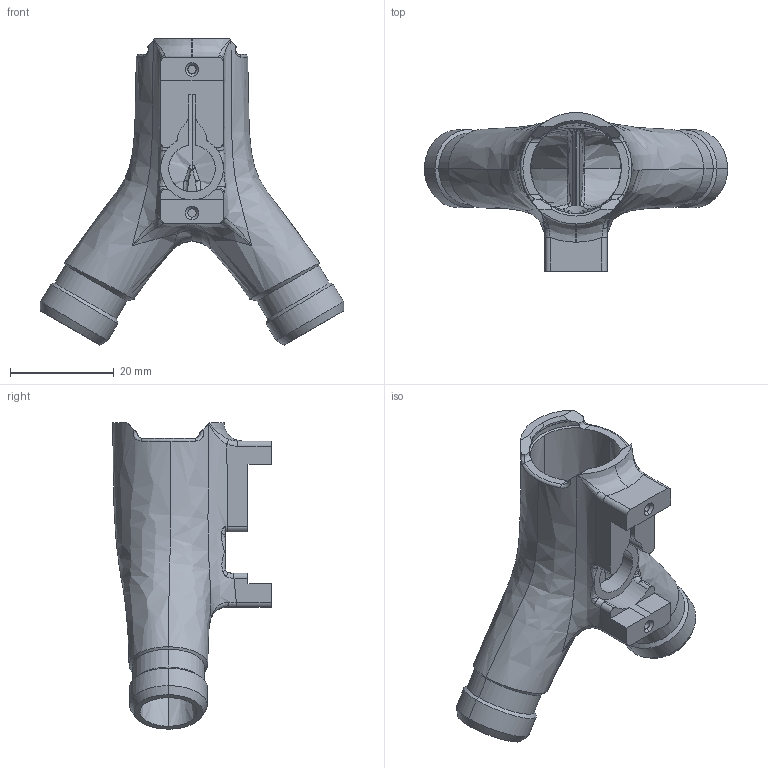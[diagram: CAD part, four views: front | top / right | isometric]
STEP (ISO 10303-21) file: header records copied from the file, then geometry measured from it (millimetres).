
FILE_DESCRIPTION (( 'STEP AP214' ), '1' );
FILE_NAME ('ws7040_splitter_D15.STEP', '2024-12-27T18:51:22', ( '' ), ( '' ), 'SwSTEP 2.0', 'SolidWorks 2021', '' );
FILE_SCHEMA (( 'AUTOMOTIVE_DESIGN' ));
Length unit declared in the file: millimetre
Products named in the file (1): ws7040_splitter_D15
Bounding box: 58.48 x 30.6 x 59.07 mm (x, y, z)
Volume: 10613.2 mm3; surface area: 10123 mm2
Topology: 1 solids, 1 shells, 164 faces, 465 edges, 299 vertices
Faces by surface type: bspline 72, cylinder 38, plane 36, cone 16, sphere 1, torus 1
Entity records: 16795 total; most frequent: CARTESIAN_POINT 13226, ORIENTED_EDGE 926, DIRECTION 482, EDGE_CURVE 463, VERTEX_POINT 299, B_SPLINE_CURVE_WITH_KNOTS 251, AXIS2_PLACEMENT_3D 189, EDGE_LOOP 168
